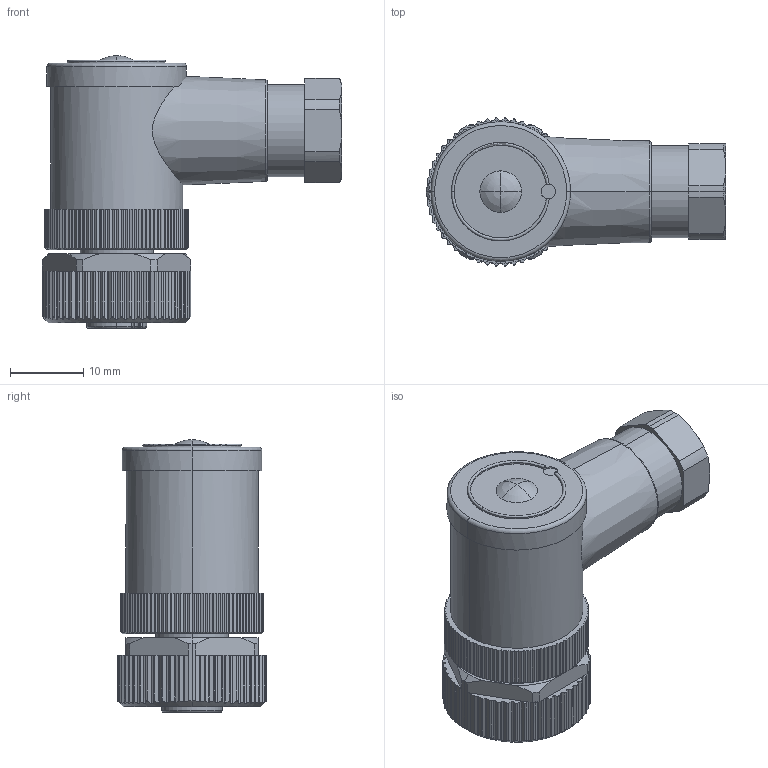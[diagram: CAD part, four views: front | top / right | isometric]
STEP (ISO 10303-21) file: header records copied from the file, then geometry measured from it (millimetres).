
FILE_DESCRIPTION(('CATIA V5 STEP Exchange','CAx-IF Rec.Pracs.--- Model Styling and Organization---1.5--- 2016-08-15','CAx-IF Rec.Pracs.---Supplemental Geometry---1.0---2011-11-01','CAx-IF Rec.Pracs.--- Composite Materials ---1.1---2010-07-15'),'2;1');
FILE_NAME ('034430-2_2', '2025-11-24T12:16:54+00:00', ('none'), ('Weidmueller'), 'CATIA Version 5-6 Release 2024 SP4', 'CATIA V5 STEP AP214 v3', 'none');
FILE_SCHEMA(('AUTOMOTIVE_DESIGN { 1 0 10303 214 1 1 1 1 }'));
Length unit declared in the file: millimetre
Products named in the file (1): 9457700000
Bounding box: 40.7 x 20.16 x 37.1 mm (x, y, z)
Volume: 12617.9 mm3; surface area: 5008.6 mm2
Topology: 2 solids, 2 shells, 755 faces, 2159 edges, 1404 vertices
Faces by surface type: plane 389, cylinder 271, cone 76, torus 12, sphere 7
Entity records: 26608 total; most frequent: CARTESIAN_POINT 7974, ORIENTED_EDGE 4286, DIRECTION 2907, EDGE_CURVE 2143, VERTEX_POINT 1404, AXIS2_PLACEMENT_3D 1109, VECTOR 1047, LINE 1047
